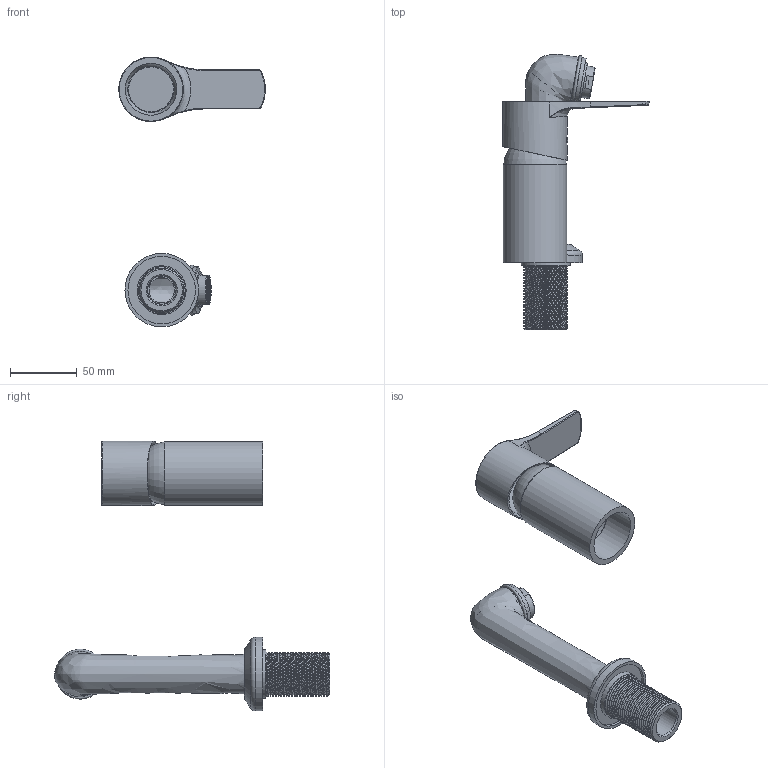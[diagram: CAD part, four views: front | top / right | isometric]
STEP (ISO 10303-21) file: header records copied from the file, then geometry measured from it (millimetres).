
FILE_DESCRIPTION (( 'STEP AP203' ), '1' );
FILE_NAME ('18DP01703.STEP', '2020-12-21T08:45:33', ( '' ), ( '' ), 'SwSTEP 2.0', 'SolidWorks 2018', '' );
FILE_SCHEMA (( 'CONFIG_CONTROL_DESIGN' ));
Length unit declared in the file: millimetre
Products named in the file (1): 18DP01703
Bounding box: 109.5 x 206.03 x 201.8 mm (x, y, z)
Volume: 137181.3 mm3; surface area: 101599.8 mm2
Topology: 9 solids, 9 shells, 1665 faces, 4164 edges, 2757 vertices
Faces by surface type: plane 1520, cylinder 85, bspline 24, torus 16, cone 15, sphere 5
Full cylindrical faces by diameter (mm): 6 x1, 6.8 x1, 9.5 x1, 10 x1, 19 x2, 21 x3, 21.2 x1, 21.4 x1, 23 x3, 24 x1, 24.5 x1, 28.35 x1, 28.5 x1, 31 x1, 33 x1, 33.5 x1, 36.5 x1, 38.749 x1, 39.1 x1, 40.5 x1, 40.6 x1, 47.6 x1, 48.2 x1, 50.5 x1, 55 x1
Entity records: 67482 total; most frequent: CARTESIAN_POINT 27877, ORIENTED_EDGE 8174, DIRECTION 7510, EDGE_CURVE 4087, LINE 3818, VECTOR 3818, VERTEX_POINT 2741, EDGE_LOOP 1978
